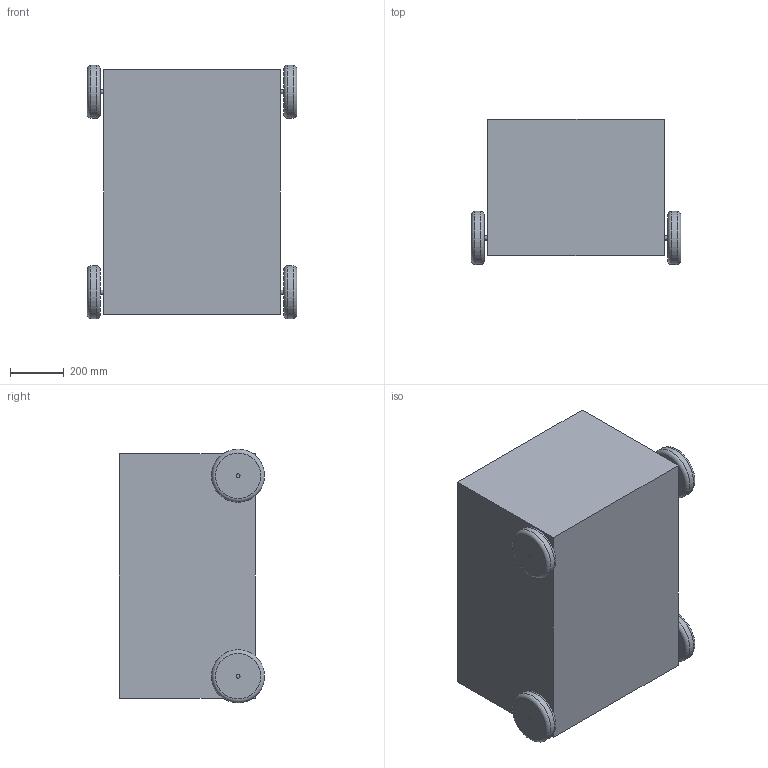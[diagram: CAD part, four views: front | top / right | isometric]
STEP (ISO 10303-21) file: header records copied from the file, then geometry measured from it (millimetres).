
FILE_DESCRIPTION(/* description */ (''),/* implementation_level */ '2;1');
FILE_NAME(/* name */ 'HitBox.stp',/* time_stamp */ '2022-09-21T17:12:03-05:00',/* author */ ('PC'),/* organization */ (''),/* preprocessor_version */ 'ST-DEVELOPER v19',/* originating_system */ 'Autodesk Inventor 2023',/* authorisation */ '');
FILE_SCHEMA (('AUTOMOTIVE_DESIGN { 1 0 10303 214 3 1 1 }'));
Length unit declared in the file: inch
Products named in the file (3): HitBox; Frame; Wheel
Assembly tree (5 placements, depth 2):
  HitBox
    Frame
    Wheel  x4
Bounding box: 783.49 x 542.29 x 947.72 mm (x, y, z)
Volume: 312556700.7 mm3; surface area: 3162620.9 mm2
Topology: 5 solids, 5 shells, 38 faces, 72 edges, 48 vertices
Faces by surface type: plane 18, cylinder 12, torus 8
Full cylindrical faces by diameter (mm): 14.656 x8, 198.12 x4
Entity records: 651 total; most frequent: DIRECTION 112, CARTESIAN_POINT 89, ORIENTED_EDGE 72, AXIS2_PLACEMENT_3D 47, EDGE_CURVE 36, EDGE_LOOP 26, VERTEX_POINT 24, FACE_OUTER_BOUND 20
